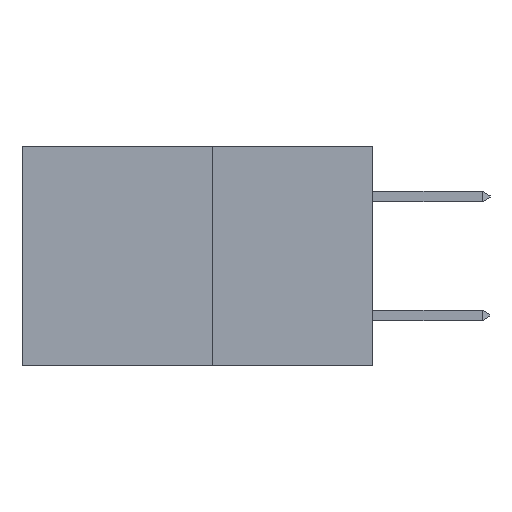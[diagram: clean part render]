
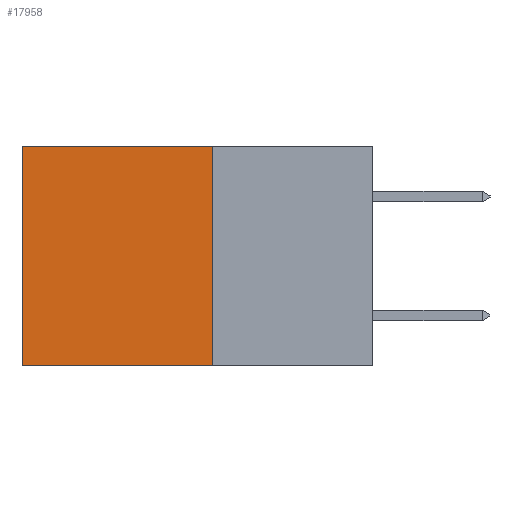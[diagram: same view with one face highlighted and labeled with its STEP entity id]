
A CAD part, left-side view. The second image highlights one B-rep face of the part: STEP entity #17958.
In plain terms, the highlighted planar face has unit normal (-1, 0, 0).
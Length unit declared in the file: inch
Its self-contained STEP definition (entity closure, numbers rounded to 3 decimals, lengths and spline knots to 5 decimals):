
#5 = CARTESIAN_POINT ( 'NONE',  ( 0.277, 0.59, -0.37 ) ) ;
#222 = VECTOR ( 'NONE', #14393, 39.37008 ) ;
#798 = EDGE_CURVE ( 'NONE', #6881, #4021, #19798, .T. ) ;
#1744 = CARTESIAN_POINT ( 'NONE',  ( 0.277, 0.27, -0.37 ) ) ;
#1948 = VECTOR ( 'NONE', #18432, 39.37008 ) ;
#2474 = LINE ( 'NONE', #10882, #1948 ) ;
#3374 = DIRECTION ( 'NONE',  ( 0., 1., 0. ) ) ;
#4021 = VERTEX_POINT ( 'NONE', #8732 ) ;
#4577 = CARTESIAN_POINT ( 'NONE',  ( 0.277, 0.27, -0.37 ) ) ;
#5252 = DIRECTION ( 'NONE',  ( 1., 0., 0. ) ) ;
#5254 = VERTEX_POINT ( 'NONE', #5 ) ;
#5707 = CARTESIAN_POINT ( 'NONE',  ( 0.277, 0.27, 0. ) ) ;
#6881 = VERTEX_POINT ( 'NONE', #5707 ) ;
#7391 = LINE ( 'NONE', #12603, #19070 ) ;
#7648 = EDGE_CURVE ( 'NONE', #6881, #17203, #2474, .T. ) ;
#7845 = FACE_OUTER_BOUND ( 'NONE', #11396, .T. ) ;
#8732 = CARTESIAN_POINT ( 'NONE',  ( 0.277, 0.27, -0.37 ) ) ;
#9300 = VECTOR ( 'NONE', #3374, 39.37008 ) ;
#10882 = CARTESIAN_POINT ( 'NONE',  ( 0.277, 0.27, 0. ) ) ;
#11396 = EDGE_LOOP ( 'NONE', ( #15325, #13727, #19075, #13379 ) ) ;
#11450 = PLANE ( 'NONE',  #18258 ) ;
#12421 = LINE ( 'NONE', #1744, #9300 ) ;
#12603 = CARTESIAN_POINT ( 'NONE',  ( 0.277, 0.59, -0.37 ) ) ;
#13379 = ORIENTED_EDGE ( 'NONE', *, *, #7648, .T. ) ;
#13727 = ORIENTED_EDGE ( 'NONE', *, *, #16824, .F. ) ;
#14103 = EDGE_CURVE ( 'NONE', #17203, #5254, #7391, .T. ) ;
#14171 = DIRECTION ( 'NONE',  ( 0., 0., -1. ) ) ;
#14393 = DIRECTION ( 'NONE',  ( 0., 0., -1. ) ) ;
#14541 = CARTESIAN_POINT ( 'NONE',  ( 0.277, 0.27, -0.37 ) ) ;
#15325 = ORIENTED_EDGE ( 'NONE', *, *, #14103, .T. ) ;
#16051 = DIRECTION ( 'NONE',  ( 0., 0., -1. ) ) ;
#16824 = EDGE_CURVE ( 'NONE', #4021, #5254, #12421, .T. ) ;
#17203 = VERTEX_POINT ( 'NONE', #19795 ) ;
#17958 = ADVANCED_FACE ( 'NONE', ( #7845 ), #11450, .F. ) ;
#18258 = AXIS2_PLACEMENT_3D ( 'NONE', #14541, #5252, #16051 ) ;
#18432 = DIRECTION ( 'NONE',  ( 0., 1., 0. ) ) ;
#19070 = VECTOR ( 'NONE', #14171, 39.37008 ) ;
#19075 = ORIENTED_EDGE ( 'NONE', *, *, #798, .F. ) ;
#19795 = CARTESIAN_POINT ( 'NONE',  ( 0.277, 0.59, 0. ) ) ;
#19798 = LINE ( 'NONE', #4577, #222 ) ;
